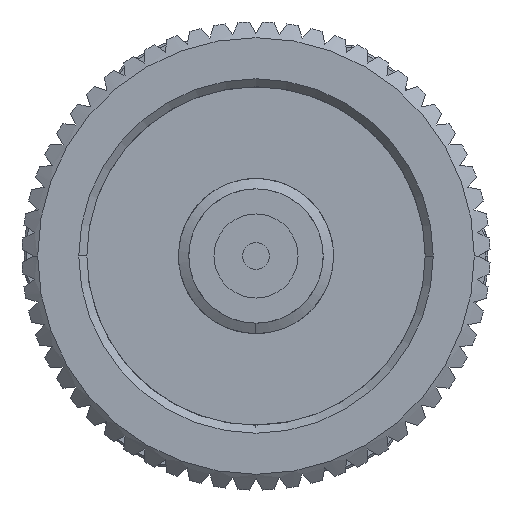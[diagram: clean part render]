
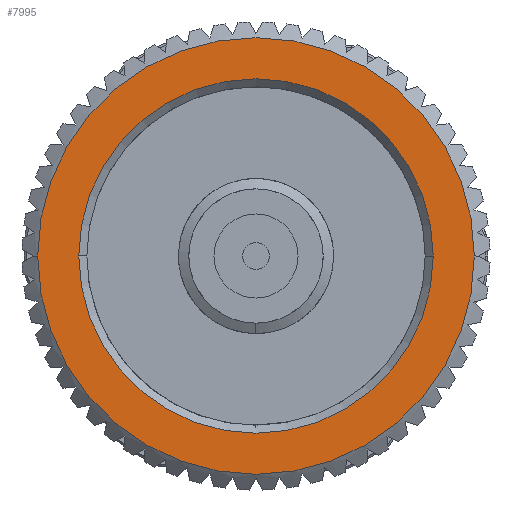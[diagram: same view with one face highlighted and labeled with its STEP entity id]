
A CAD part, left-side view. The second image highlights one B-rep face of the part: STEP entity #7995.
In plain terms, the highlighted planar face has unit normal (-1, 0, 0).
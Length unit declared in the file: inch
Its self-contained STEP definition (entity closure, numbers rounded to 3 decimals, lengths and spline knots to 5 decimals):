
#144 = DIRECTION ( 'NONE',  ( -1., 0., 0. ) ) ;
#178 = DIRECTION ( 'NONE',  ( -1., 0., 0. ) ) ;
#532 = AXIS2_PLACEMENT_3D ( 'NONE', #8907, #178, #2414 ) ;
#541 = ORIENTED_EDGE ( 'NONE', *, *, #2222, .F. ) ;
#607 = EDGE_LOOP ( 'NONE', ( #541, #9397 ) ) ;
#880 = EDGE_CURVE ( 'NONE', #8459, #8294, #6502, .T. ) ;
#983 = CIRCLE ( 'NONE', #532, 0.33 ) ;
#1722 = AXIS2_PLACEMENT_3D ( 'NONE', #4342, #144, #13270 ) ;
#1771 = DIRECTION ( 'NONE',  ( 1., 0., 0. ) ) ;
#2222 = EDGE_CURVE ( 'NONE', #3682, #2349, #6834, .T. ) ;
#2349 = VERTEX_POINT ( 'NONE', #3549 ) ;
#2414 = DIRECTION ( 'NONE',  ( 0., -1., 0. ) ) ;
#3362 = EDGE_CURVE ( 'NONE', #8294, #8459, #13733, .T. ) ;
#3549 = CARTESIAN_POINT ( 'NONE',  ( 0., 0.33, 0. ) ) ;
#3682 = VERTEX_POINT ( 'NONE', #6341 ) ;
#4342 = CARTESIAN_POINT ( 'NONE',  ( 0., 0., 0. ) ) ;
#5415 = ORIENTED_EDGE ( 'NONE', *, *, #3362, .T. ) ;
#5598 = AXIS2_PLACEMENT_3D ( 'NONE', #13671, #7356, #12556 ) ;
#6341 = CARTESIAN_POINT ( 'NONE',  ( 0., -0.33, 0. ) ) ;
#6502 = CIRCLE ( 'NONE', #5598, 0.4065 ) ;
#6834 = CIRCLE ( 'NONE', #13484, 0.33 ) ;
#7330 = CARTESIAN_POINT ( 'NONE',  ( 0., 0., 0. ) ) ;
#7356 = DIRECTION ( 'NONE',  ( -1., 0., 0. ) ) ;
#7362 = CARTESIAN_POINT ( 'NONE',  ( 0., -0.4065, 0. ) ) ;
#7906 = EDGE_CURVE ( 'NONE', #2349, #3682, #983, .T. ) ;
#7990 = EDGE_LOOP ( 'NONE', ( #10993, #5415 ) ) ;
#7995 = ADVANCED_FACE ( 'NONE', ( #12143, #10227 ), #12349, .F. ) ;
#8294 = VERTEX_POINT ( 'NONE', #7362 ) ;
#8459 = VERTEX_POINT ( 'NONE', #9810 ) ;
#8907 = CARTESIAN_POINT ( 'NONE',  ( 0., 0., 0. ) ) ;
#9397 = ORIENTED_EDGE ( 'NONE', *, *, #7906, .F. ) ;
#9429 = DIRECTION ( 'NONE',  ( 0., -1., 0. ) ) ;
#9810 = CARTESIAN_POINT ( 'NONE',  ( 0., 0.4065, 0. ) ) ;
#10227 = FACE_BOUND ( 'NONE', #607, .T. ) ;
#10993 = ORIENTED_EDGE ( 'NONE', *, *, #880, .T. ) ;
#11774 = DIRECTION ( 'NONE',  ( -1., 0., 0. ) ) ;
#12143 = FACE_OUTER_BOUND ( 'NONE', #7990, .T. ) ;
#12349 = PLANE ( 'NONE',  #12991 ) ;
#12422 = DIRECTION ( 'NONE',  ( 0., 1., 0. ) ) ;
#12556 = DIRECTION ( 'NONE',  ( 0., -1., 0. ) ) ;
#12991 = AXIS2_PLACEMENT_3D ( 'NONE', #13537, #1771, #12422 ) ;
#13270 = DIRECTION ( 'NONE',  ( 0., -1., 0. ) ) ;
#13484 = AXIS2_PLACEMENT_3D ( 'NONE', #7330, #11774, #9429 ) ;
#13537 = CARTESIAN_POINT ( 'NONE',  ( 0., 0., 0. ) ) ;
#13671 = CARTESIAN_POINT ( 'NONE',  ( 0., 0., 0. ) ) ;
#13733 = CIRCLE ( 'NONE', #1722, 0.4065 ) ;
